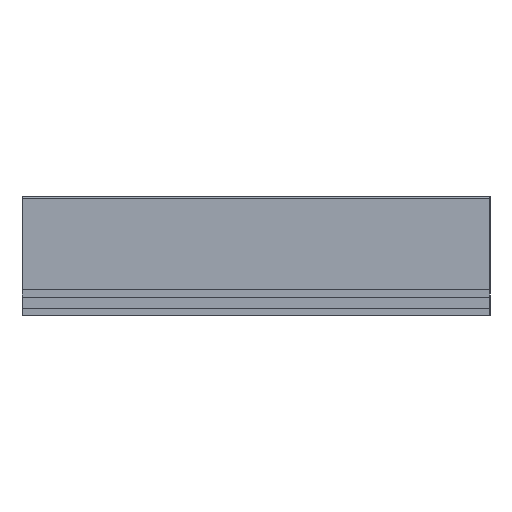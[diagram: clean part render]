
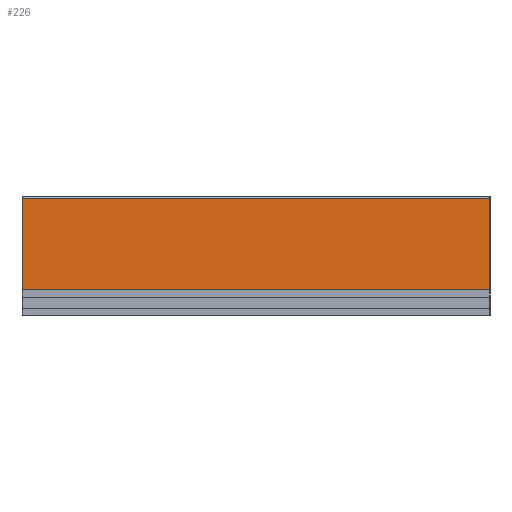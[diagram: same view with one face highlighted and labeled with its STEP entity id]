
A CAD part, left-side view. The second image highlights one B-rep face of the part: STEP entity #226.
In plain terms, the highlighted planar face has unit normal (-1, 0, 0).
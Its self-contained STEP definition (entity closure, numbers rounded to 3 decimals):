
#199=AXIS2_PLACEMENT_3D('Plane Axis2P3D',#196,#197,#198) ;
#174=CARTESIAN_POINT('Vertex',(-23.875,100.,123.6)) ;
#177=CARTESIAN_POINT('Line Origine',(-23.875,50.,123.6)) ;
#181=CARTESIAN_POINT('Vertex',(-23.875,0.,123.6)) ;
#196=CARTESIAN_POINT('Axis2P3D Location',(-23.875,0.,104.1)) ;
#201=CARTESIAN_POINT('Line Origine',(-23.875,100.,113.85)) ;
#205=CARTESIAN_POINT('Vertex',(-23.875,100.,104.1)) ;
#208=CARTESIAN_POINT('Line Origine',(-23.875,50.,104.1)) ;
#212=CARTESIAN_POINT('Vertex',(-23.875,0.,104.1)) ;
#215=CARTESIAN_POINT('Line Origine',(-23.875,0.,113.85)) ;
#178=DIRECTION('Vector Direction',(0.,-1.,0.)) ;
#197=DIRECTION('Axis2P3D Direction',(-1.,0.,0.)) ;
#198=DIRECTION('Axis2P3D XDirection',(0.,0.,1.)) ;
#202=DIRECTION('Vector Direction',(0.,0.,1.)) ;
#209=DIRECTION('Vector Direction',(0.,1.,0.)) ;
#216=DIRECTION('Vector Direction',(0.,0.,1.)) ;
#179=VECTOR('Line Direction',#178,1.) ;
#203=VECTOR('Line Direction',#202,1.) ;
#210=VECTOR('Line Direction',#209,1.) ;
#217=VECTOR('Line Direction',#216,1.) ;
#221=ORIENTED_EDGE('',*,*,#207,.T.) ;
#222=ORIENTED_EDGE('',*,*,#214,.F.) ;
#223=ORIENTED_EDGE('',*,*,#219,.F.) ;
#224=ORIENTED_EDGE('',*,*,#183,.T.) ;
#226=ADVANCED_FACE('Barriere isolanti PS 20mm superiori',(#225),#200,.T.) ;
#183=EDGE_CURVE('',#182,#175,#180,.F.) ;
#207=EDGE_CURVE('',#175,#206,#204,.F.) ;
#214=EDGE_CURVE('',#213,#206,#211,.T.) ;
#219=EDGE_CURVE('',#182,#213,#218,.F.) ;
#220=EDGE_LOOP('',(#221,#222,#223,#224)) ;
#225=FACE_OUTER_BOUND('',#220,.T.) ;
#180=LINE('Line',#177,#179) ;
#204=LINE('Line',#201,#203) ;
#211=LINE('Line',#208,#210) ;
#218=LINE('Line',#215,#217) ;
#200=PLANE('',#199) ;
#175=VERTEX_POINT('',#174) ;
#182=VERTEX_POINT('',#181) ;
#206=VERTEX_POINT('',#205) ;
#213=VERTEX_POINT('',#212) ;
